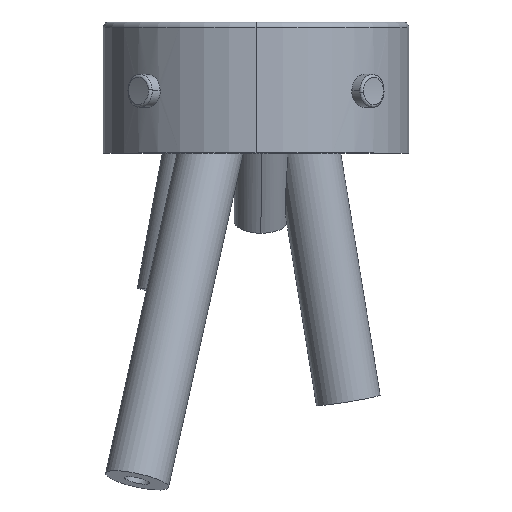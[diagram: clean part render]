
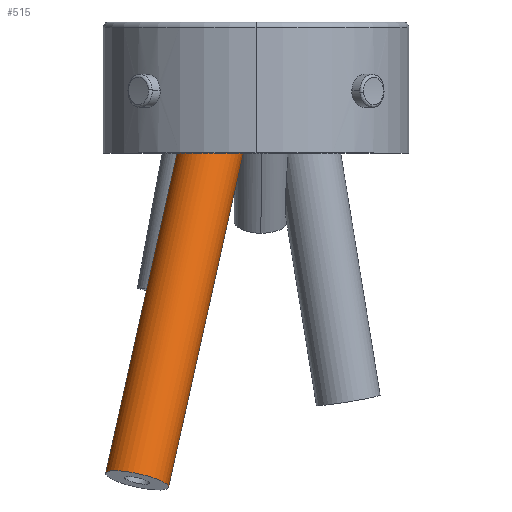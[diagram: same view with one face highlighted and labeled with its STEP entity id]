
A CAD part, top view. The second image highlights one B-rep face of the part: STEP entity #515.
In plain terms, the highlighted cylindrical face has radius 2.969 mm (diameter 5.937 mm), a partial arc.
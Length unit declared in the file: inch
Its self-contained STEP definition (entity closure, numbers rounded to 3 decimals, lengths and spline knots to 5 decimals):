
#79 = CARTESIAN_POINT ( 'NONE',  ( -0.04703, 0., 0.1566 ) ) ;
#148 = CARTESIAN_POINT ( 'NONE',  ( -0.31749, -1.21338, 0.42235 ) ) ;
#171 = VERTEX_POINT ( 'NONE', #79 ) ;
#195 = EDGE_CURVE ( 'NONE', #701, #2424, #4468, .T. ) ;
#281 = LINE ( 'NONE', #2362, #3660 ) ;
#515 = ADVANCED_FACE ( 'NONE', ( #3565 ), #4072, .T. ) ;
#701 = VERTEX_POINT ( 'NONE', #955 ) ;
#770 = AXIS2_PLACEMENT_3D ( 'NONE', #3839, #2004, #2019 ) ;
#774 = CARTESIAN_POINT ( 'NONE',  ( -0.04703, 0., 0.39563 ) ) ;
#917 = EDGE_CURVE ( 'NONE', #171, #1416, #3646, .T. ) ;
#955 = CARTESIAN_POINT ( 'NONE',  ( -0.54564, -1.16252, 0.42235 ) ) ;
#1218 = DIRECTION ( 'NONE',  ( -0.976, 0.218, 0. ) ) ;
#1416 = VERTEX_POINT ( 'NONE', #1986 ) ;
#1500 = LINE ( 'NONE', #2016, #4284 ) ;
#1809 = CARTESIAN_POINT ( 'NONE',  ( -0.28652, 0., 0.40677 ) ) ;
#1870 = ORIENTED_EDGE ( 'NONE', *, *, #195, .T. ) ;
#1885 = ORIENTED_EDGE ( 'NONE', *, *, #917, .T. ) ;
#1986 = CARTESIAN_POINT ( 'NONE',  ( -0.28652, 0., 0.16774 ) ) ;
#2004 = DIRECTION ( 'NONE',  ( -0.213, -0.954, 0.209 ) ) ;
#2016 = CARTESIAN_POINT ( 'NONE',  ( 4387.44597, 19685.0546, -4311.20263 ) ) ;
#2019 = DIRECTION ( 'NONE',  ( 0.976, -0.218, 0. ) ) ;
#2362 = CARTESIAN_POINT ( 'NONE',  ( 4387.67412, 19685.00375, -4311.20263 ) ) ;
#2424 = VERTEX_POINT ( 'NONE', #148 ) ;
#2564 = CARTESIAN_POINT ( 'NONE',  ( -0.04703, 0., 0.1566 ) ) ;
#2606 = ORIENTED_EDGE ( 'NONE', *, *, #4075, .T. ) ;
#2747 = AXIS2_PLACEMENT_3D ( 'NONE', #4109, #4463, #1218 ) ;
#2767 = EDGE_CURVE ( 'NONE', #171, #2424, #281, .T. ) ;
#2927 = CARTESIAN_POINT ( 'NONE',  ( -0.28652, 0., 0.16774 ) ) ;
#3404 = ORIENTED_EDGE ( 'NONE', *, *, #2767, .F. ) ;
#3519 = DIRECTION ( 'NONE',  ( -0.213, -0.954, 0.209 ) ) ;
#3565 = FACE_OUTER_BOUND ( 'NONE', #4300, .T. ) ;
#3646 =( BOUNDED_CURVE ( )  B_SPLINE_CURVE ( 3, ( #2564, #774, #1809, #2927 ),
 .UNSPECIFIED., .F., .T. ) 
 B_SPLINE_CURVE_WITH_KNOTS ( ( 4, 4 ),
 ( 3.89494, 7.03653 ),
 .UNSPECIFIED. ) 
 CURVE ( )  GEOMETRIC_REPRESENTATION_ITEM ( )  RATIONAL_B_SPLINE_CURVE ( ( 1., 0.333, 0.333, 1. ) ) 
 REPRESENTATION_ITEM ( '' )  );
#3660 = VECTOR ( 'NONE', #3751, 39.37008 ) ;
#3751 = DIRECTION ( 'NONE',  ( -0.213, -0.954, 0.209 ) ) ;
#3839 = CARTESIAN_POINT ( 'NONE',  ( 4387.56004, 19685.02917, -4311.20263 ) ) ;
#4072 = CYLINDRICAL_SURFACE ( 'NONE', #770, 0.11687 ) ;
#4075 = EDGE_CURVE ( 'NONE', #1416, #701, #1500, .T. ) ;
#4109 = CARTESIAN_POINT ( 'NONE',  ( -0.43156, -1.18795, 0.42235 ) ) ;
#4284 = VECTOR ( 'NONE', #3519, 39.37008 ) ;
#4300 = EDGE_LOOP ( 'NONE', ( #1885, #2606, #1870, #3404 ) ) ;
#4463 = DIRECTION ( 'NONE',  ( 0.213, 0.954, -0.209 ) ) ;
#4468 = CIRCLE ( 'NONE', #2747, 0.11688 ) ;
